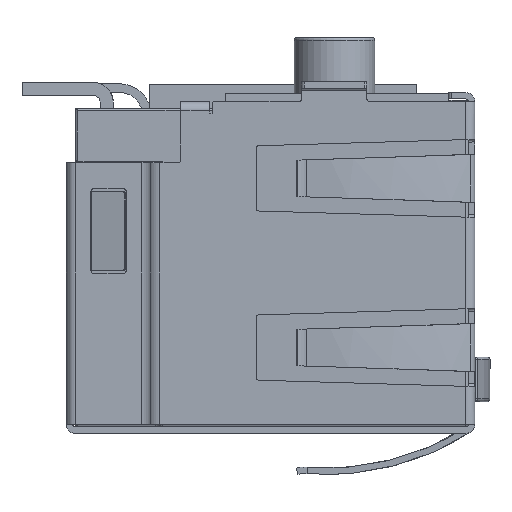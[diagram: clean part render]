
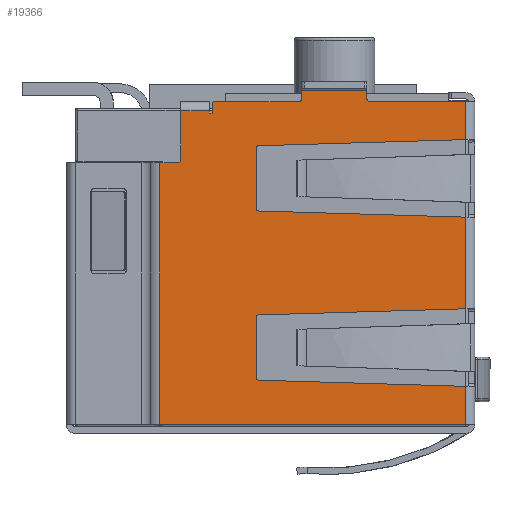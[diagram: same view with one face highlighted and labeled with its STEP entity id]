
A CAD part, left-side view. The second image highlights one B-rep face of the part: STEP entity #19366.
In plain terms, the highlighted planar face has unit normal (-1, 0, 0).
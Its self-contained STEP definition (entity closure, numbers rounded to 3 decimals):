
#747=CIRCLE('',#21503,0.1);
#748=CIRCLE('',#21504,0.1);
#749=CIRCLE('',#21505,0.1);
#750=CIRCLE('',#21506,0.1);
#751=CIRCLE('',#21507,0.1);
#752=CIRCLE('',#21508,0.1);
#753=CIRCLE('',#21509,0.1);
#754=CIRCLE('',#21510,0.1);
#1551=ORIENTED_EDGE('',*,*,#7446,.T.);
#1552=ORIENTED_EDGE('',*,*,#7447,.T.);
#1553=ORIENTED_EDGE('',*,*,#7448,.F.);
#1554=ORIENTED_EDGE('',*,*,#7449,.F.);
#1555=ORIENTED_EDGE('',*,*,#7450,.F.);
#1556=ORIENTED_EDGE('',*,*,#7451,.T.);
#1557=ORIENTED_EDGE('',*,*,#7452,.T.);
#1558=ORIENTED_EDGE('',*,*,#7453,.T.);
#1559=ORIENTED_EDGE('',*,*,#7454,.F.);
#1560=ORIENTED_EDGE('',*,*,#7455,.F.);
#1561=ORIENTED_EDGE('',*,*,#7456,.T.);
#1562=ORIENTED_EDGE('',*,*,#7457,.T.);
#1563=ORIENTED_EDGE('',*,*,#7458,.F.);
#1564=ORIENTED_EDGE('',*,*,#7459,.T.);
#1565=ORIENTED_EDGE('',*,*,#7460,.F.);
#1566=ORIENTED_EDGE('',*,*,#7461,.T.);
#1567=ORIENTED_EDGE('',*,*,#7462,.F.);
#1568=ORIENTED_EDGE('',*,*,#7463,.T.);
#1569=ORIENTED_EDGE('',*,*,#7464,.T.);
#1570=ORIENTED_EDGE('',*,*,#7465,.T.);
#1571=ORIENTED_EDGE('',*,*,#7466,.T.);
#1572=ORIENTED_EDGE('',*,*,#7467,.T.);
#1573=ORIENTED_EDGE('',*,*,#7468,.T.);
#1574=ORIENTED_EDGE('',*,*,#7469,.T.);
#1575=ORIENTED_EDGE('',*,*,#7242,.T.);
#1576=ORIENTED_EDGE('',*,*,#7470,.T.);
#1577=ORIENTED_EDGE('',*,*,#7201,.T.);
#1578=ORIENTED_EDGE('',*,*,#7471,.F.);
#1579=ORIENTED_EDGE('',*,*,#7207,.T.);
#1580=ORIENTED_EDGE('',*,*,#7472,.T.);
#7201=EDGE_CURVE('',#10162,#10161,#12048,.T.);
#7207=EDGE_CURVE('',#10168,#10167,#12053,.T.);
#7242=EDGE_CURVE('',#10200,#10199,#12078,.T.);
#7446=EDGE_CURVE('',#10379,#10380,#12235,.T.);
#7447=EDGE_CURVE('',#10380,#10381,#747,.T.);
#7448=EDGE_CURVE('',#10382,#10381,#12236,.T.);
#7449=EDGE_CURVE('',#10383,#10382,#12237,.T.);
#7450=EDGE_CURVE('',#10384,#10383,#12238,.T.);
#7451=EDGE_CURVE('',#10384,#10385,#12239,.T.);
#7452=EDGE_CURVE('',#10385,#10386,#12240,.T.);
#7453=EDGE_CURVE('',#10386,#10387,#748,.F.);
#7454=EDGE_CURVE('',#10388,#10387,#12241,.T.);
#7455=EDGE_CURVE('',#10389,#10388,#12242,.T.);
#7456=EDGE_CURVE('',#10389,#10390,#12243,.T.);
#7457=EDGE_CURVE('',#10390,#10391,#12244,.T.);
#7458=EDGE_CURVE('',#10392,#10391,#12245,.T.);
#7459=EDGE_CURVE('',#10392,#10393,#749,.F.);
#7460=EDGE_CURVE('',#10394,#10393,#12246,.T.);
#7461=EDGE_CURVE('',#10394,#10395,#750,.F.);
#7462=EDGE_CURVE('',#10396,#10395,#12247,.T.);
#7463=EDGE_CURVE('',#10396,#10397,#12248,.T.);
#7464=EDGE_CURVE('',#10397,#10398,#12249,.T.);
#7465=EDGE_CURVE('',#10398,#10399,#751,.F.);
#7466=EDGE_CURVE('',#10399,#10400,#12250,.T.);
#7467=EDGE_CURVE('',#10400,#10401,#752,.F.);
#7468=EDGE_CURVE('',#10401,#10402,#12251,.T.);
#7469=EDGE_CURVE('',#10402,#10200,#12252,.T.);
#7470=EDGE_CURVE('',#10199,#10162,#753,.F.);
#7471=EDGE_CURVE('',#10168,#10161,#12253,.T.);
#7472=EDGE_CURVE('',#10167,#10379,#754,.F.);
#10161=VERTEX_POINT('',#28564);
#10162=VERTEX_POINT('',#28566);
#10167=VERTEX_POINT('',#28577);
#10168=VERTEX_POINT('',#28579);
#10199=VERTEX_POINT('',#28646);
#10200=VERTEX_POINT('',#28648);
#10379=VERTEX_POINT('',#29071);
#10380=VERTEX_POINT('',#29072);
#10381=VERTEX_POINT('',#29074);
#10382=VERTEX_POINT('',#29076);
#10383=VERTEX_POINT('',#29078);
#10384=VERTEX_POINT('',#29080);
#10385=VERTEX_POINT('',#29082);
#10386=VERTEX_POINT('',#29084);
#10387=VERTEX_POINT('',#29086);
#10388=VERTEX_POINT('',#29088);
#10389=VERTEX_POINT('',#29090);
#10390=VERTEX_POINT('',#29092);
#10391=VERTEX_POINT('',#29094);
#10392=VERTEX_POINT('',#29096);
#10393=VERTEX_POINT('',#29098);
#10394=VERTEX_POINT('',#29100);
#10395=VERTEX_POINT('',#29102);
#10396=VERTEX_POINT('',#29104);
#10397=VERTEX_POINT('',#29106);
#10398=VERTEX_POINT('',#29108);
#10399=VERTEX_POINT('',#29110);
#10400=VERTEX_POINT('',#29112);
#10401=VERTEX_POINT('',#29114);
#10402=VERTEX_POINT('',#29116);
#12048=LINE('',#28565,#14278);
#12053=LINE('',#28578,#14283);
#12078=LINE('',#28647,#14308);
#12235=LINE('',#29070,#14465);
#12236=LINE('',#29075,#14466);
#12237=LINE('',#29077,#14467);
#12238=LINE('',#29079,#14468);
#12239=LINE('',#29081,#14469);
#12240=LINE('',#29083,#14470);
#12241=LINE('',#29087,#14471);
#12242=LINE('',#29089,#14472);
#12243=LINE('',#29091,#14473);
#12244=LINE('',#29093,#14474);
#12245=LINE('',#29095,#14475);
#12246=LINE('',#29099,#14476);
#12247=LINE('',#29103,#14477);
#12248=LINE('',#29105,#14478);
#12249=LINE('',#29107,#14479);
#12250=LINE('',#29111,#14480);
#12251=LINE('',#29115,#14481);
#12252=LINE('',#29117,#14482);
#12253=LINE('',#29119,#14483);
#14278=VECTOR('',#23063,1000.);
#14283=VECTOR('',#23072,1000.);
#14308=VECTOR('',#23121,1000.);
#14465=VECTOR('',#23412,1000.);
#14466=VECTOR('',#23415,1000.);
#14467=VECTOR('',#23416,1000.);
#14468=VECTOR('',#23417,1000.);
#14469=VECTOR('',#23418,1000.);
#14470=VECTOR('',#23419,1000.);
#14471=VECTOR('',#23422,1000.);
#14472=VECTOR('',#23423,1000.);
#14473=VECTOR('',#23424,1000.);
#14474=VECTOR('',#23425,1000.);
#14475=VECTOR('',#23426,1000.);
#14476=VECTOR('',#23429,1000.);
#14477=VECTOR('',#23432,1000.);
#14478=VECTOR('',#23433,1000.);
#14479=VECTOR('',#23434,1000.);
#14480=VECTOR('',#23437,1000.);
#14481=VECTOR('',#23440,1000.);
#14482=VECTOR('',#23441,1000.);
#14483=VECTOR('',#23444,1000.);
#16534=EDGE_LOOP('',(#1551,#1552,#1553,#1554,#1555,#1556,#1557,#1558,#1559,
#1560,#1561,#1562,#1563,#1564,#1565,#1566,#1567,#1568,#1569,#1570,#1571,
#1572,#1573,#1574,#1575,#1576,#1577,#1578,#1579,#1580));
#17630=FACE_BOUND('',#16534,.T.);
#18725=PLANE('',#21502);
#19366=ADVANCED_FACE('',(#17630),#18725,.T.);
#21502=AXIS2_PLACEMENT_3D('',#29069,#23410,#23411);
#21503=AXIS2_PLACEMENT_3D('',#29073,#23413,#23414);
#21504=AXIS2_PLACEMENT_3D('',#29085,#23420,#23421);
#21505=AXIS2_PLACEMENT_3D('',#29097,#23427,#23428);
#21506=AXIS2_PLACEMENT_3D('',#29101,#23430,#23431);
#21507=AXIS2_PLACEMENT_3D('',#29109,#23435,#23436);
#21508=AXIS2_PLACEMENT_3D('',#29113,#23438,#23439);
#21509=AXIS2_PLACEMENT_3D('',#29118,#23442,#23443);
#21510=AXIS2_PLACEMENT_3D('',#29120,#23445,#23446);
#23063=DIRECTION('',(0.,0.,1.));
#23072=DIRECTION('',(0.,0.,-1.));
#23121=DIRECTION('',(0.,1.,0.));
#23410=DIRECTION('',(-1.,0.,0.));
#23411=DIRECTION('',(0.,-1.,0.));
#23412=DIRECTION('',(0.,1.,0.));
#23413=DIRECTION('',(-1.,0.,0.));
#23414=DIRECTION('',(0.,-1.,0.));
#23415=DIRECTION('',(0.,0.,1.));
#23416=DIRECTION('',(0.,-1.,0.));
#23417=DIRECTION('',(0.,0.,-1.));
#23418=DIRECTION('',(0.,1.,0.));
#23419=DIRECTION('',(0.,0.,-1.));
#23420=DIRECTION('',(-1.,0.,0.));
#23421=DIRECTION('',(0.,-1.,0.));
#23422=DIRECTION('',(0.,-1.,0.));
#23423=DIRECTION('',(0.,0.,1.));
#23424=DIRECTION('',(0.,-1.,0.));
#23425=DIRECTION('',(0.,0.,1.));
#23426=DIRECTION('',(0.,-1.,-0.03));
#23427=DIRECTION('',(-1.,0.,0.));
#23428=DIRECTION('',(0.,-1.,0.));
#23429=DIRECTION('',(0.,0.,-1.));
#23430=DIRECTION('',(-1.,0.,0.));
#23431=DIRECTION('',(0.,-1.,0.));
#23432=DIRECTION('',(0.,1.,-0.03));
#23433=DIRECTION('',(0.,0.,1.));
#23434=DIRECTION('',(0.,1.,0.03));
#23435=DIRECTION('',(-1.,0.,0.));
#23436=DIRECTION('',(0.,-1.,0.));
#23437=DIRECTION('',(0.,0.,1.));
#23438=DIRECTION('',(-1.,0.,0.));
#23439=DIRECTION('',(0.,-1.,0.));
#23440=DIRECTION('',(0.,-1.,0.03));
#23441=DIRECTION('',(0.,0.,1.));
#23442=DIRECTION('',(-1.,0.,0.));
#23443=DIRECTION('',(0.,-1.,0.));
#23444=DIRECTION('',(0.,-1.,0.));
#23445=DIRECTION('',(-1.,0.,0.));
#23446=DIRECTION('',(0.,-1.,0.));
#28564=CARTESIAN_POINT('',(-8.2,-3.7,6.61));
#28565=CARTESIAN_POINT('',(-8.2,-3.7,6.2));
#28566=CARTESIAN_POINT('',(-8.2,-3.7,6.3));
#28577=CARTESIAN_POINT('',(-8.2,-1.2,6.3));
#28578=CARTESIAN_POINT('',(-8.2,-1.2,6.96));
#28579=CARTESIAN_POINT('',(-8.2,-1.2,6.61));
#28646=CARTESIAN_POINT('',(-8.2,-3.8,6.2));
#28647=CARTESIAN_POINT('',(-8.2,-7.643,6.2));
#28648=CARTESIAN_POINT('',(-8.2,-7.5,6.2));
#29069=CARTESIAN_POINT('',(-8.2,-7.643,-6.2));
#29070=CARTESIAN_POINT('',(-8.2,-7.643,6.2));
#29071=CARTESIAN_POINT('',(-8.2,-1.1,6.2));
#29072=CARTESIAN_POINT('',(-8.2,2.15,6.2));
#29073=CARTESIAN_POINT('',(-8.2,2.15,6.1));
#29074=CARTESIAN_POINT('',(-8.2,2.25,6.1));
#29075=CARTESIAN_POINT('',(-8.2,2.25,6.2));
#29076=CARTESIAN_POINT('',(-8.2,2.25,5.75));
#29077=CARTESIAN_POINT('',(-8.2,2.25,5.75));
#29078=CARTESIAN_POINT('',(-8.2,2.35,5.75));
#29079=CARTESIAN_POINT('',(-8.2,2.35,6.2));
#29080=CARTESIAN_POINT('',(-8.2,2.35,5.85));
#29081=CARTESIAN_POINT('',(-8.2,2.35,5.85));
#29082=CARTESIAN_POINT('',(-8.2,3.45,5.85));
#29083=CARTESIAN_POINT('',(-8.2,3.45,6.2));
#29084=CARTESIAN_POINT('',(-8.2,3.45,3.95));
#29085=CARTESIAN_POINT('',(-8.2,3.55,3.95));
#29086=CARTESIAN_POINT('',(-8.2,3.55,3.85));
#29087=CARTESIAN_POINT('',(-8.2,4.25,3.85));
#29088=CARTESIAN_POINT('',(-8.2,4.25,3.85));
#29089=CARTESIAN_POINT('',(-8.2,4.25,-6.2));
#29090=CARTESIAN_POINT('',(-8.2,4.25,-6.2));
#29091=CARTESIAN_POINT('',(-8.2,3.45,-6.2));
#29092=CARTESIAN_POINT('',(-8.2,-7.5,-6.2));
#29093=CARTESIAN_POINT('',(-8.2,-7.5,-6.2));
#29094=CARTESIAN_POINT('',(-8.2,-7.5,-4.74));
#29095=CARTESIAN_POINT('',(-8.2,0.55,-4.5));
#29096=CARTESIAN_POINT('',(-8.2,0.453,-4.503));
#29097=CARTESIAN_POINT('',(-8.2,0.45,-4.403));
#29098=CARTESIAN_POINT('',(-8.2,0.55,-4.403));
#29099=CARTESIAN_POINT('',(-8.2,0.55,-2.));
#29100=CARTESIAN_POINT('',(-8.2,0.55,-2.097));
#29101=CARTESIAN_POINT('',(-8.2,0.45,-2.097));
#29102=CARTESIAN_POINT('',(-8.2,0.453,-1.997));
#29103=CARTESIAN_POINT('',(-8.2,-7.85,-1.75));
#29104=CARTESIAN_POINT('',(-8.2,-7.5,-1.76));
#29105=CARTESIAN_POINT('',(-8.2,-7.5,-6.2));
#29106=CARTESIAN_POINT('',(-8.2,-7.5,1.76));
#29107=CARTESIAN_POINT('',(-8.2,-7.85,1.75));
#29108=CARTESIAN_POINT('',(-8.2,0.453,1.997));
#29109=CARTESIAN_POINT('',(-8.2,0.45,2.097));
#29110=CARTESIAN_POINT('',(-8.2,0.55,2.097));
#29111=CARTESIAN_POINT('',(-8.2,0.55,2.));
#29112=CARTESIAN_POINT('',(-8.2,0.55,4.403));
#29113=CARTESIAN_POINT('',(-8.2,0.45,4.403));
#29114=CARTESIAN_POINT('',(-8.2,0.453,4.503));
#29115=CARTESIAN_POINT('',(-8.2,0.55,4.5));
#29116=CARTESIAN_POINT('',(-8.2,-7.5,4.74));
#29117=CARTESIAN_POINT('',(-8.2,-7.5,-6.2));
#29118=CARTESIAN_POINT('',(-8.2,-3.8,6.3));
#29119=CARTESIAN_POINT('',(-8.2,-1.2,6.61));
#29120=CARTESIAN_POINT('',(-8.2,-1.1,6.3));
